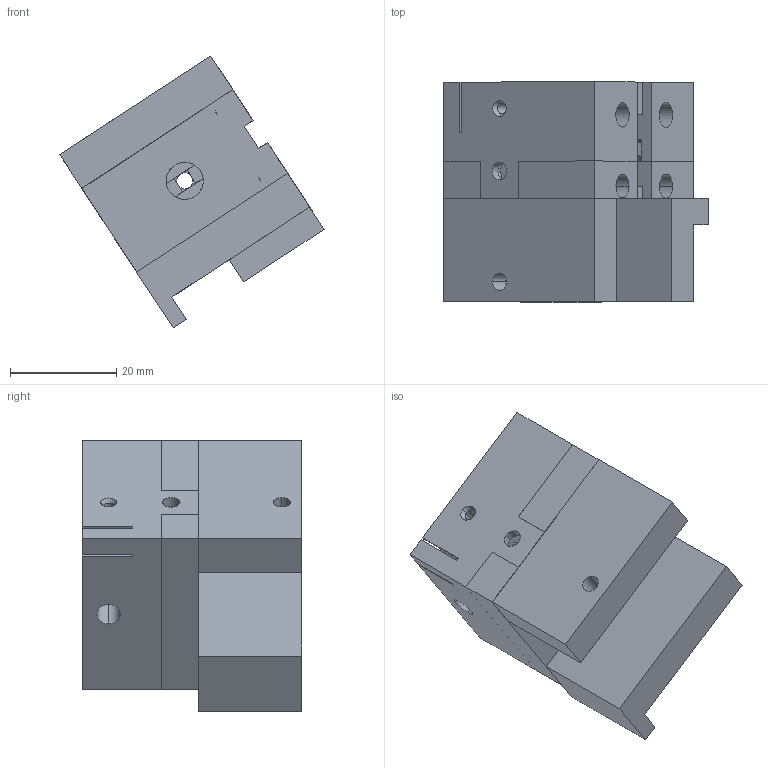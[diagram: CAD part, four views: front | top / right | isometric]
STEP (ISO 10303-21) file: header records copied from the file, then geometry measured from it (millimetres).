
FILE_DESCRIPTION (( 'STEP AP203' ), '1' );
FILE_NAME ('sx398晤鎢ん 賑陬+з絮巠饜beta.STEP', '2023-11-18T14:39:24', ( '' ), ( '' ), 'SwSTEP 2.0', 'SolidWorks 2023', '' );
FILE_SCHEMA (( 'CONFIG_CONTROL_DESIGN' ));
Length unit declared in the file: millimetre
Products named in the file (7): 扣轮a.STEP; 扣轮c.STEP; sx398编码器 滑车+切刀适配beta; 扣轮d.STEP; 扣轮.STEP; 扣轮b.STEP; sx398编码器 滑车+切刀适配beta.STEP
Assembly tree (6 placements, depth 3):
  sx398编码器 滑车+切刀适配beta
    sx398编码器 滑车+切刀适配beta.STEP
      扣轮.STEP
      扣轮a.STEP
      扣轮b.STEP
      扣轮c.STEP
      扣轮d.STEP
Bounding box: 49.79 x 41.4 x 51.25 mm (x, y, z)
Volume: 29936.5 mm3; surface area: 17866.9 mm2
Topology: 5 solids, 5 shells, 410 faces, 1125 edges, 736 vertices
Faces by surface type: plane 318, cylinder 84, cone 6, torus 2
Entity records: 14289 total; most frequent: CARTESIAN_POINT 2852, ORIENTED_EDGE 2250, DIRECTION 2152, EDGE_CURVE 1125, LINE 900, VECTOR 900, VERTEX_POINT 736, AXIS2_PLACEMENT_3D 626
